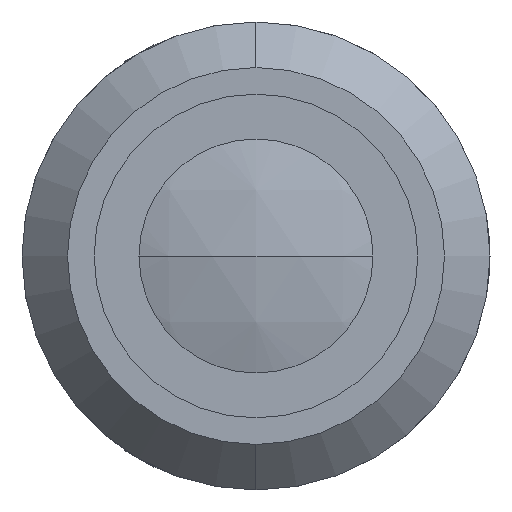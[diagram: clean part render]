
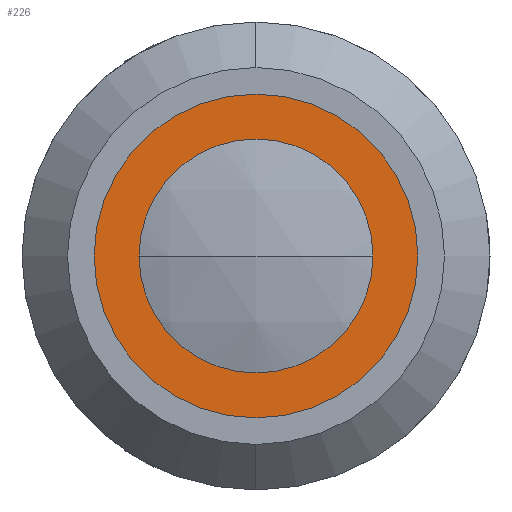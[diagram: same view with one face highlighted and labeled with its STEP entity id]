
A CAD part, left-side view. The second image highlights one B-rep face of the part: STEP entity #226.
In plain terms, the highlighted planar face has unit normal (-1, 0, 0).
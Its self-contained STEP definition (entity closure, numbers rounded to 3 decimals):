
#226 = ADVANCED_FACE ( 'NONE', ( #4291, #776 ), #430, .F. ) ;
#338 = AXIS2_PLACEMENT_3D ( 'NONE', #4212, #1357, #3455 ) ;
#430 = PLANE ( 'NONE',  #4360 ) ;
#717 = AXIS2_PLACEMENT_3D ( 'NONE', #1491, #2612, #2241 ) ;
#776 = FACE_OUTER_BOUND ( 'NONE', #4280, .T. ) ;
#937 = EDGE_CURVE ( 'NONE', #3457, #1921, #2247, .T. ) ;
#1108 = CARTESIAN_POINT ( 'NONE',  ( 3.5, 0., -9. ) ) ;
#1151 = DIRECTION ( 'NONE',  ( 1., 0., 0. ) ) ;
#1199 = DIRECTION ( 'NONE',  ( 0., 0., -1. ) ) ;
#1357 = DIRECTION ( 'NONE',  ( -1., 0., 0. ) ) ;
#1455 = ORIENTED_EDGE ( 'NONE', *, *, #937, .T. ) ;
#1491 = CARTESIAN_POINT ( 'NONE',  ( 3.5, 0., 0. ) ) ;
#1627 = EDGE_LOOP ( 'NONE', ( #4329, #2975 ) ) ;
#1837 = CARTESIAN_POINT ( 'NONE',  ( 3.5, 0., -13.2 ) ) ;
#1897 = VERTEX_POINT ( 'NONE', #4384 ) ;
#1921 = VERTEX_POINT ( 'NONE', #2365 ) ;
#2080 = EDGE_CURVE ( 'NONE', #2969, #1897, #2550, .T. ) ;
#2241 = DIRECTION ( 'NONE',  ( 0., 0., 1. ) ) ;
#2247 = CIRCLE ( 'NONE', #2690, 13.2 ) ;
#2365 = CARTESIAN_POINT ( 'NONE',  ( 3.5, 0., 13.2 ) ) ;
#2523 = DIRECTION ( 'NONE',  ( -1., 0., 0. ) ) ;
#2550 = CIRCLE ( 'NONE', #338, 9. ) ;
#2612 = DIRECTION ( 'NONE',  ( -1., 0., 0. ) ) ;
#2628 = CARTESIAN_POINT ( 'NONE',  ( 3.5, 13.2, 0. ) ) ;
#2690 = AXIS2_PLACEMENT_3D ( 'NONE', #3267, #2937, #4327 ) ;
#2711 = AXIS2_PLACEMENT_3D ( 'NONE', #4263, #2523, #3960 ) ;
#2937 = DIRECTION ( 'NONE',  ( -1., 0., 0. ) ) ;
#2969 = VERTEX_POINT ( 'NONE', #1108 ) ;
#2975 = ORIENTED_EDGE ( 'NONE', *, *, #2080, .F. ) ;
#3267 = CARTESIAN_POINT ( 'NONE',  ( 3.5, 0., 0. ) ) ;
#3416 = EDGE_CURVE ( 'NONE', #1921, #3457, #3575, .T. ) ;
#3436 = CIRCLE ( 'NONE', #717, 9. ) ;
#3455 = DIRECTION ( 'NONE',  ( 0., 0., 1. ) ) ;
#3457 = VERTEX_POINT ( 'NONE', #1837 ) ;
#3575 = CIRCLE ( 'NONE', #2711, 13.2 ) ;
#3740 = EDGE_CURVE ( 'NONE', #1897, #2969, #3436, .T. ) ;
#3960 = DIRECTION ( 'NONE',  ( 0., 0., 1. ) ) ;
#4045 = ORIENTED_EDGE ( 'NONE', *, *, #3416, .T. ) ;
#4212 = CARTESIAN_POINT ( 'NONE',  ( 3.5, 0., 0. ) ) ;
#4263 = CARTESIAN_POINT ( 'NONE',  ( 3.5, 0., 0. ) ) ;
#4280 = EDGE_LOOP ( 'NONE', ( #4045, #1455 ) ) ;
#4291 = FACE_BOUND ( 'NONE', #1627, .T. ) ;
#4327 = DIRECTION ( 'NONE',  ( 0., 0., 1. ) ) ;
#4329 = ORIENTED_EDGE ( 'NONE', *, *, #3740, .F. ) ;
#4360 = AXIS2_PLACEMENT_3D ( 'NONE', #2628, #1151, #1199 ) ;
#4384 = CARTESIAN_POINT ( 'NONE',  ( 3.5, 0., 9. ) ) ;
